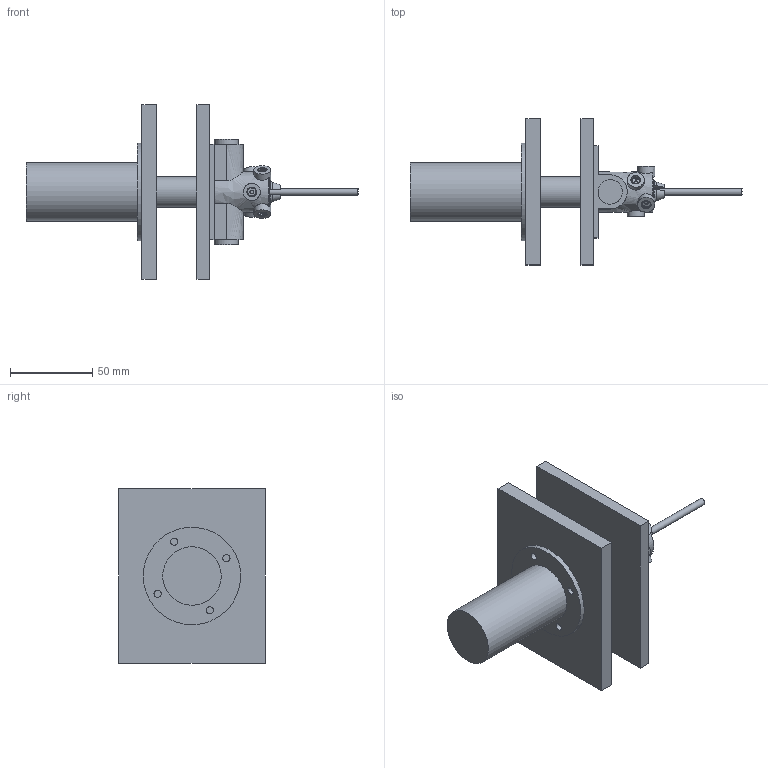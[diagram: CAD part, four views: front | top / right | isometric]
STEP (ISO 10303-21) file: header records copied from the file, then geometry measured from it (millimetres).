
FILE_DESCRIPTION(('FreeCAD Model'),'2;1');
FILE_NAME('Open CASCADE Shape Model','2025-04-27T04:26:25',('FreeCAD'),( 'FreeCAD'),'Open CASCADE STEP processor 7.6','FreeCAD','Unknown');
FILE_SCHEMA(('AUTOMOTIVE_DESIGN { 1 0 10303 214 1 1 1 1 }'));
Length unit declared in the file: millimetre
Products named in the file (1): Open CASCADE STEP translator 7.6 1
Bounding box: 202.02 x 88.97 x 106.13 mm (x, y, z)
Volume: 218427.8 mm3; surface area: 92598.5 mm2
Topology: 27 solids, 27 shells, 425 faces, 1047 edges, 691 vertices
Faces by surface type: bspline 425
Entity records: 17100 total; most frequent: CARTESIAN_POINT 10907, ORIENTED_EDGE 2082, EDGE_CURVE 1041, VERTEX_POINT 691, B_SPLINE_CURVE_WITH_KNOTS 669, FACE_BOUND 488, EDGE_LOOP 488, ADVANCED_FACE 425
